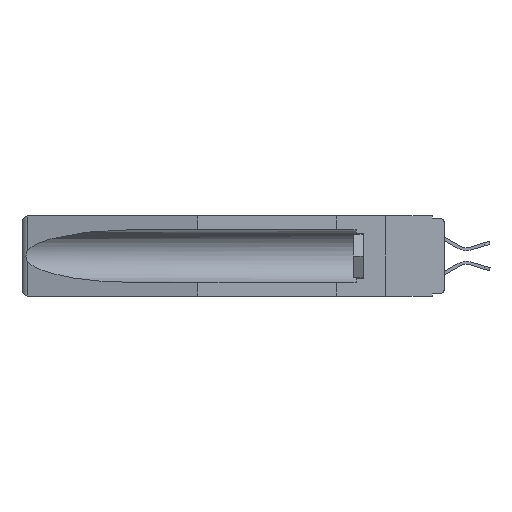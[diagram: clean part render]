
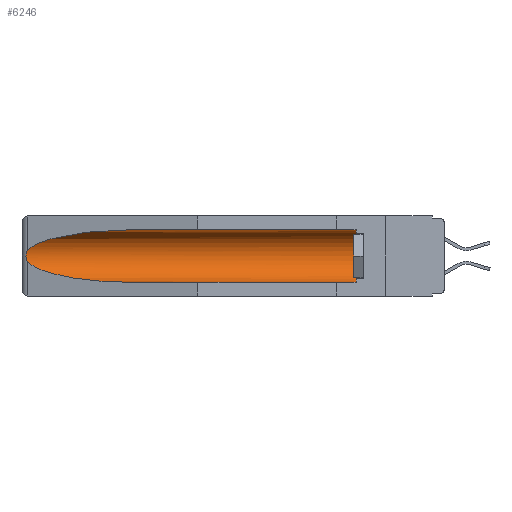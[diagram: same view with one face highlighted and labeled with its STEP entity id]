
A CAD part, left-side view. The second image highlights one B-rep face of the part: STEP entity #6246.
In plain terms, the highlighted cylindrical face has radius 2.857 mm (diameter 5.715 mm), a partial arc.
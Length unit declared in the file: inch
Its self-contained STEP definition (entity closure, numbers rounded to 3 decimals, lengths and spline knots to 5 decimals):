
#317 = CARTESIAN_POINT ( 'NONE',  ( 0.2673, 1.5327, -0.16383 ) ) ;
#571 = CARTESIAN_POINT ( 'NONE',  ( 0.2675, 1.53308, -0.16763 ) ) ;
#731 = EDGE_CURVE ( 'NONE', #7958, #5853, #12661, .T. ) ;
#943 = CARTESIAN_POINT ( 'NONE',  ( 0.21114, 1.30732, -0.284 ) ) ;
#1130 = FACE_OUTER_BOUND ( 'NONE', #2606, .T. ) ;
#1319 =( BOUNDED_CURVE ( )  B_SPLINE_CURVE ( 3, ( #4014, #12215, #2343, #10285 ),
 .UNSPECIFIED., .F., .F. ) 
 B_SPLINE_CURVE_WITH_KNOTS ( ( 4, 4 ),
 ( 4.71239, 6.08839 ),
 .UNSPECIFIED. ) 
 CURVE ( )  GEOMETRIC_REPRESENTATION_ITEM ( )  RATIONAL_B_SPLINE_CURVE ( ( 1., 0.848, 0.848, 1. ) ) 
 REPRESENTATION_ITEM ( '' )  );
#2343 = CARTESIAN_POINT ( 'NONE',  ( 0.25451, 1.48313, -0.09465 ) ) ;
#2606 = EDGE_LOOP ( 'NONE', ( #15519, #6723, #6845, #12031, #21000, #3106 ) ) ;
#3075 = CYLINDRICAL_SURFACE ( 'NONE', #10601, 0.1125 ) ;
#3106 = ORIENTED_EDGE ( 'NONE', *, *, #4429, .T. ) ;
#3404 = DIRECTION ( 'NONE',  ( 0., 0., 1. ) ) ;
#3452 = DIRECTION ( 'NONE',  ( 0., 1., 0. ) ) ;
#4014 = CARTESIAN_POINT ( 'NONE',  ( 0.155, 1.07973, -0.059 ) ) ;
#4044 = CARTESIAN_POINT ( 'NONE',  ( 0.26537, 1.52718, -0.14972 ) ) ;
#4324 = CARTESIAN_POINT ( 'NONE',  ( 0.26597, 1.52961, -0.15275 ) ) ;
#4429 = EDGE_CURVE ( 'NONE', #6989, #24741, #21707, .T. ) ;
#4730 = DIRECTION ( 'NONE',  ( 0., 1., 0. ) ) ;
#5853 = VERTEX_POINT ( 'NONE', #7425 ) ;
#6246 = ADVANCED_FACE ( 'NONE', ( #1130 ), #3075, .F. ) ;
#6723 = ORIENTED_EDGE ( 'NONE', *, *, #11063, .T. ) ;
#6845 = ORIENTED_EDGE ( 'NONE', *, *, #14481, .T. ) ;
#6989 = VERTEX_POINT ( 'NONE', #24168 ) ;
#7010 = CARTESIAN_POINT ( 'NONE',  ( 0.155, 0.126, -0.1715 ) ) ;
#7425 = CARTESIAN_POINT ( 'NONE',  ( 0.155, 1.07973, -0.284 ) ) ;
#7958 = VERTEX_POINT ( 'NONE', #12534 ) ;
#8147 = CARTESIAN_POINT ( 'NONE',  ( 0.155, 1.07973, -0.059 ) ) ;
#8166 = CARTESIAN_POINT ( 'NONE',  ( 0.2673, 1.53269, -0.17917 ) ) ;
#8419 = CARTESIAN_POINT ( 'NONE',  ( 0.26537, 1.52718, -0.14972 ) ) ;
#8651 = VERTEX_POINT ( 'NONE', #19782 ) ;
#10285 = CARTESIAN_POINT ( 'NONE',  ( 0.26537, 1.52718, -0.14972 ) ) ;
#10601 = AXIS2_PLACEMENT_3D ( 'NONE', #21004, #3452, #11277 ) ;
#11063 = EDGE_CURVE ( 'NONE', #13945, #8651, #24084, .T. ) ;
#11176 = VECTOR ( 'NONE', #4730, 39.37008 ) ;
#11277 = DIRECTION ( 'NONE',  ( 0., 0., 1. ) ) ;
#11858 = VECTOR ( 'NONE', #25070, 39.37008 ) ;
#12031 = ORIENTED_EDGE ( 'NONE', *, *, #731, .F. ) ;
#12215 = CARTESIAN_POINT ( 'NONE',  ( 0.21114, 1.30732, -0.059 ) ) ;
#12380 = EDGE_CURVE ( 'NONE', #7958, #6989, #25094, .T. ) ;
#12534 = CARTESIAN_POINT ( 'NONE',  ( 0.155, 0.126, -0.284 ) ) ;
#12661 = LINE ( 'NONE', #24329, #11176 ) ;
#12883 = CARTESIAN_POINT ( 'NONE',  ( 0.25451, 1.48313, -0.24835 ) ) ;
#13391 = CARTESIAN_POINT ( 'NONE',  ( 0.155, -0.30754, -0.059 ) ) ;
#13945 = VERTEX_POINT ( 'NONE', #4044 ) ;
#14481 = EDGE_CURVE ( 'NONE', #8651, #5853, #22435, .T. ) ;
#15519 = ORIENTED_EDGE ( 'NONE', *, *, #25135, .T. ) ;
#15974 = CARTESIAN_POINT ( 'NONE',  ( 0.26654, 1.53092, -0.15636 ) ) ;
#16227 = CARTESIAN_POINT ( 'NONE',  ( 0.2675, 1.53308, -0.17534 ) ) ;
#16349 = CARTESIAN_POINT ( 'NONE',  ( 0.26655, 1.53094, -0.18657 ) ) ;
#17298 = AXIS2_PLACEMENT_3D ( 'NONE', #7010, #20829, #3404 ) ;
#19782 = CARTESIAN_POINT ( 'NONE',  ( 0.26537, 1.52718, -0.19328 ) ) ;
#20437 = CARTESIAN_POINT ( 'NONE',  ( 0.155, 1.07973, -0.284 ) ) ;
#20690 = CARTESIAN_POINT ( 'NONE',  ( 0.26537, 1.52718, -0.19328 ) ) ;
#20829 = DIRECTION ( 'NONE',  ( 0., -1., 0. ) ) ;
#21000 = ORIENTED_EDGE ( 'NONE', *, *, #12380, .T. ) ;
#21004 = CARTESIAN_POINT ( 'NONE',  ( 0.155, -0.30754, -0.1715 ) ) ;
#21707 = LINE ( 'NONE', #13391, #11858 ) ;
#21988 = CARTESIAN_POINT ( 'NONE',  ( 0.26597, 1.5296, -0.19026 ) ) ;
#22435 =( BOUNDED_CURVE ( )  B_SPLINE_CURVE ( 3, ( #20690, #12883, #943, #20437 ),
 .UNSPECIFIED., .F., .T. ) 
 B_SPLINE_CURVE_WITH_KNOTS ( ( 4, 4 ),
 ( 0.1948, 1.5708 ),
 .UNSPECIFIED. ) 
 CURVE ( )  GEOMETRIC_REPRESENTATION_ITEM ( )  RATIONAL_B_SPLINE_CURVE ( ( 1., 0.848, 0.848, 1. ) ) 
 REPRESENTATION_ITEM ( '' )  );
#24084 = B_SPLINE_CURVE_WITH_KNOTS ( 'NONE', 3,
 ( #8419, #4324, #15974, #317, #571, #16227, #8166, #16349, #21988, #24302 ),
 .UNSPECIFIED., .F., .F.,
 ( 4, 2, 2, 2, 4 ),
 ( 0., 0.00029, 0.00058, 0.00087, 0.00117 ),
 .UNSPECIFIED. ) ;
#24168 = CARTESIAN_POINT ( 'NONE',  ( 0.155, 0.126, -0.059 ) ) ;
#24302 = CARTESIAN_POINT ( 'NONE',  ( 0.26537, 1.52718, -0.19328 ) ) ;
#24329 = CARTESIAN_POINT ( 'NONE',  ( 0.155, -0.30754, -0.284 ) ) ;
#24741 = VERTEX_POINT ( 'NONE', #8147 ) ;
#25070 = DIRECTION ( 'NONE',  ( 0., 1., 0. ) ) ;
#25094 = CIRCLE ( 'NONE', #17298, 0.1125 ) ;
#25135 = EDGE_CURVE ( 'NONE', #24741, #13945, #1319, .T. ) ;
